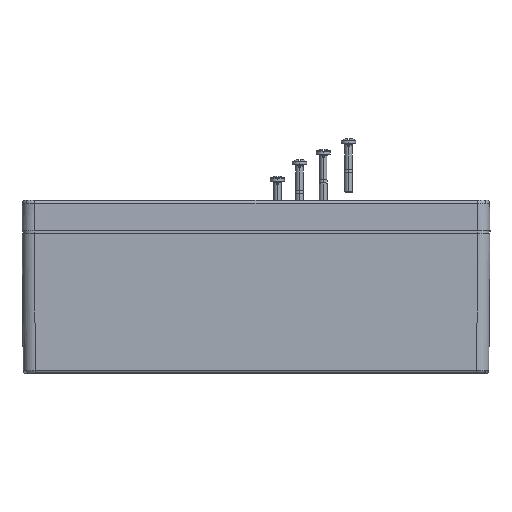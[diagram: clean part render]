
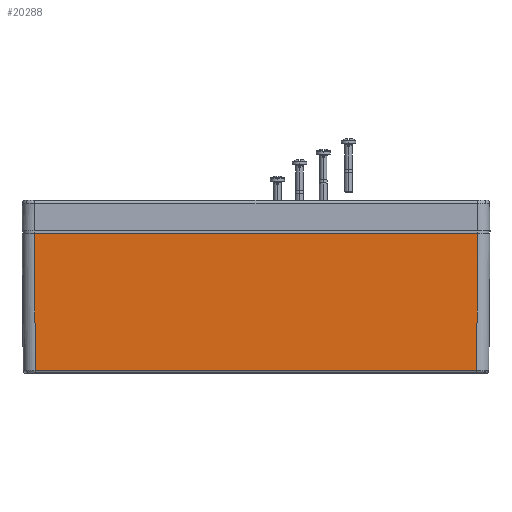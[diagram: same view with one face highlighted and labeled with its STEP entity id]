
A CAD part, top view. The second image highlights one B-rep face of the part: STEP entity #20288.
In plain terms, the highlighted planar face has unit normal (0, -0.008, 1).
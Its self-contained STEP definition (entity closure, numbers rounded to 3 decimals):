
#7472 = VERTEX_POINT ( 'NONE', #25291 ) ;
#8701 = EDGE_CURVE ( 'NONE', #8732, #8702, #29045, .T. ) ;
#8702 = VERTEX_POINT ( 'NONE', #29108 ) ;
#8732 = VERTEX_POINT ( 'NONE', #29204 ) ;
#19998 = ORIENTED_EDGE ( 'NONE', *, *, #8701, .F. ) ;
#20035 = EDGE_LOOP ( 'NONE', ( #19998, #20297, #20304, #20303 ) ) ;
#20078 = EDGE_CURVE ( 'NONE', #7472, #20222, #32141, .T. ) ;
#20222 = VERTEX_POINT ( 'NONE', #32172 ) ;
#20288 = ADVANCED_FACE ( 'NONE', ( #32217 ), #32212, .T. ) ;
#20297 = ORIENTED_EDGE ( 'NONE', *, *, #20327, .T. ) ;
#20303 = ORIENTED_EDGE ( 'NONE', *, *, #20328, .T. ) ;
#20304 = ORIENTED_EDGE ( 'NONE', *, *, #20078, .T. ) ;
#20327 = EDGE_CURVE ( 'NONE', #8732, #7472, #32330, .T. ) ;
#20328 = EDGE_CURVE ( 'NONE', #20222, #8702, #32325, .T. ) ;
#25291 = CARTESIAN_POINT ( 'NONE',  ( -108.414, -70.013, 39.413 ) ) ;
#29042 = DIRECTION ( 'NONE',  ( 1., 0., 0. ) ) ;
#29043 = VECTOR ( 'NONE', #29042, 1000. ) ;
#29044 = CARTESIAN_POINT ( 'NONE',  ( -115., -3., 39.975 ) ) ;
#29045 = LINE ( 'NONE', #29044, #29043 ) ;
#29108 = CARTESIAN_POINT ( 'NONE',  ( 108.975, -3., 39.975 ) ) ;
#29204 = CARTESIAN_POINT ( 'NONE',  ( -108.975, -3., 39.975 ) ) ;
#32138 = DIRECTION ( 'NONE',  ( 1., 0., 0. ) ) ;
#32139 = VECTOR ( 'NONE', #32138, 1000. ) ;
#32140 = CARTESIAN_POINT ( 'NONE',  ( -115., -70.013, 39.413 ) ) ;
#32141 = LINE ( 'NONE', #32140, #32139 ) ;
#32172 = CARTESIAN_POINT ( 'NONE',  ( 108.414, -70.013, 39.413 ) ) ;
#32207 = DIRECTION ( 'NONE',  ( 0., -1., -0.008 ) ) ;
#32208 = DIRECTION ( 'NONE',  ( 0., -0.008, 1. ) ) ;
#32210 = AXIS2_PLACEMENT_3D ( 'NONE', #32211, #32208, #32207 ) ;
#32211 = CARTESIAN_POINT ( 'NONE',  ( -115., 0., 40. ) ) ;
#32212 = PLANE ( 'NONE',  #32210 ) ;
#32217 = FACE_OUTER_BOUND ( 'NONE', #20035, .T. ) ;
#32322 = DIRECTION ( 'NONE',  ( 0.008, 1., 0.008 ) ) ;
#32323 = VECTOR ( 'NONE', #32322, 1000. ) ;
#32324 = CARTESIAN_POINT ( 'NONE',  ( 108.984, -1.876, 39.984 ) ) ;
#32325 = LINE ( 'NONE', #32324, #32323 ) ;
#32327 = DIRECTION ( 'NONE',  ( 0.008, -1., -0.008 ) ) ;
#32328 = VECTOR ( 'NONE', #32327, 1000. ) ;
#32329 = CARTESIAN_POINT ( 'NONE',  ( -109.001, 0.05, 40. ) ) ;
#32330 = LINE ( 'NONE', #32329, #32328 ) ;
